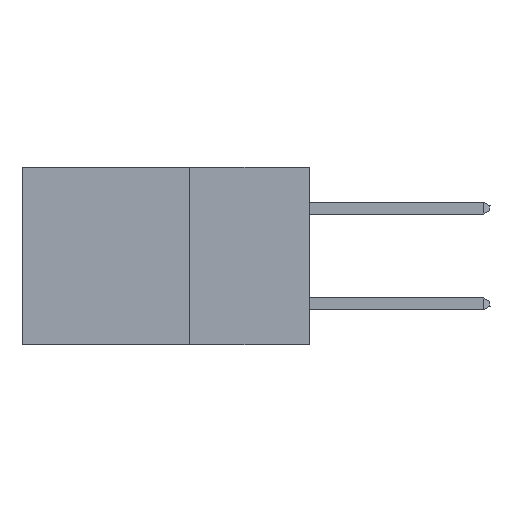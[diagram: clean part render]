
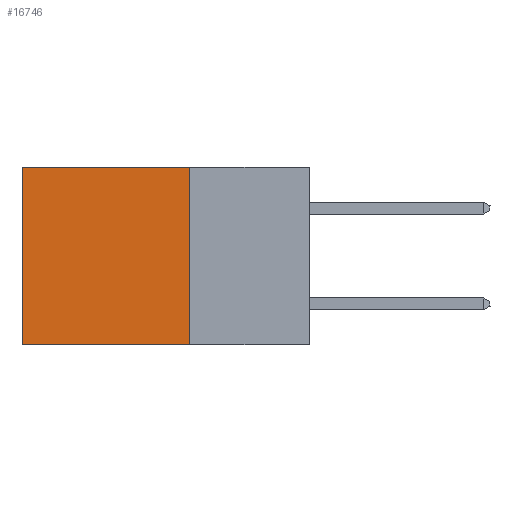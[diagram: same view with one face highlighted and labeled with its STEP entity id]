
A CAD part, left-side view. The second image highlights one B-rep face of the part: STEP entity #16746.
In plain terms, the highlighted planar face has unit normal (-1, 0, 0).
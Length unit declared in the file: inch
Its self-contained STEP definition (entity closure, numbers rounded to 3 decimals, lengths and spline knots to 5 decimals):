
#375 = CARTESIAN_POINT ( 'NONE',  ( 0.2875, 0.25, -0.37 ) ) ;
#728 = VECTOR ( 'NONE', #18537, 39.37008 ) ;
#967 = LINE ( 'NONE', #24137, #22785 ) ;
#2471 = CARTESIAN_POINT ( 'NONE',  ( 0.2875, 0.6, 0. ) ) ;
#4034 = EDGE_CURVE ( 'NONE', #18341, #23034, #16461, .T. ) ;
#4991 = AXIS2_PLACEMENT_3D ( 'NONE', #9893, #7188, #29994 ) ;
#7188 = DIRECTION ( 'NONE',  ( 1., 0., 0. ) ) ;
#9893 = CARTESIAN_POINT ( 'NONE',  ( 0.2875, 0.25, 0. ) ) ;
#9914 = ORIENTED_EDGE ( 'NONE', *, *, #21488, .F. ) ;
#10300 = DIRECTION ( 'NONE',  ( 0., 1., 0. ) ) ;
#10591 = DIRECTION ( 'NONE',  ( 0., 0., -1. ) ) ;
#11353 = VERTEX_POINT ( 'NONE', #2471 ) ;
#12056 = EDGE_CURVE ( 'NONE', #18341, #11353, #22535, .T. ) ;
#15234 = ORIENTED_EDGE ( 'NONE', *, *, #34855, .T. ) ;
#15685 = ORIENTED_EDGE ( 'NONE', *, *, #12056, .T. ) ;
#16461 = LINE ( 'NONE', #22076, #32142 ) ;
#16746 = ADVANCED_FACE ( 'NONE', ( #29993 ), #21373, .F. ) ;
#18331 = VERTEX_POINT ( 'NONE', #36776 ) ;
#18341 = VERTEX_POINT ( 'NONE', #19800 ) ;
#18537 = DIRECTION ( 'NONE',  ( 0., 1., 0. ) ) ;
#19800 = CARTESIAN_POINT ( 'NONE',  ( 0.2875, 0.25, 0. ) ) ;
#20753 = VECTOR ( 'NONE', #10300, 39.37008 ) ;
#21250 = DIRECTION ( 'NONE',  ( 0., 0., -1. ) ) ;
#21373 = PLANE ( 'NONE',  #4991 ) ;
#21488 = EDGE_CURVE ( 'NONE', #23034, #18331, #31460, .T. ) ;
#22076 = CARTESIAN_POINT ( 'NONE',  ( 0.2875, 0.25, 0. ) ) ;
#22535 = LINE ( 'NONE', #29890, #728 ) ;
#22785 = VECTOR ( 'NONE', #21250, 39.37008 ) ;
#23034 = VERTEX_POINT ( 'NONE', #375 ) ;
#24137 = CARTESIAN_POINT ( 'NONE',  ( 0.2875, 0.6, 0. ) ) ;
#29608 = ORIENTED_EDGE ( 'NONE', *, *, #4034, .F. ) ;
#29890 = CARTESIAN_POINT ( 'NONE',  ( 0.2875, 0.25, 0. ) ) ;
#29993 = FACE_OUTER_BOUND ( 'NONE', #31157, .T. ) ;
#29994 = DIRECTION ( 'NONE',  ( 0., 0., -1. ) ) ;
#31099 = CARTESIAN_POINT ( 'NONE',  ( 0.2875, 0.25, -0.37 ) ) ;
#31157 = EDGE_LOOP ( 'NONE', ( #15234, #9914, #29608, #15685 ) ) ;
#31460 = LINE ( 'NONE', #31099, #20753 ) ;
#32142 = VECTOR ( 'NONE', #10591, 39.37008 ) ;
#34855 = EDGE_CURVE ( 'NONE', #11353, #18331, #967, .T. ) ;
#36776 = CARTESIAN_POINT ( 'NONE',  ( 0.2875, 0.6, -0.37 ) ) ;
